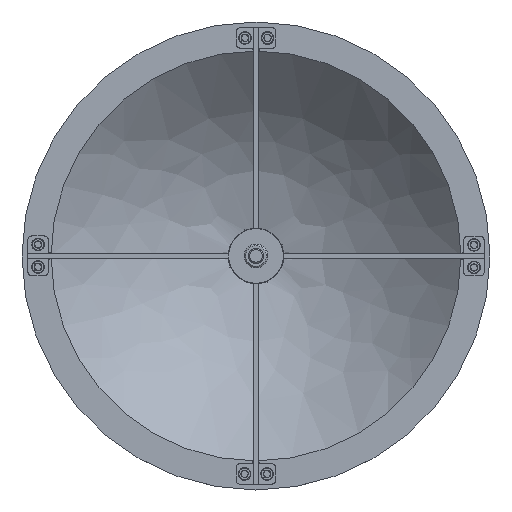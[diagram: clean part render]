
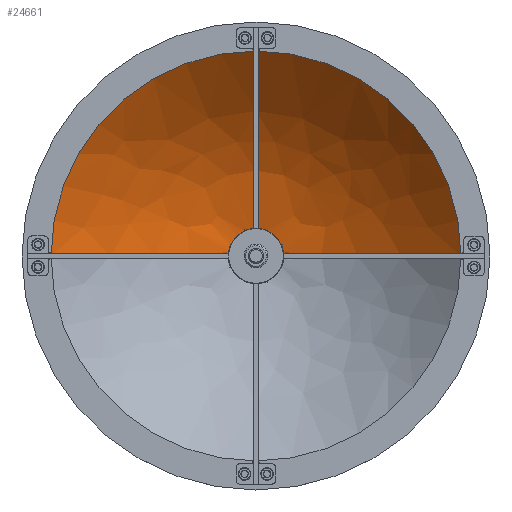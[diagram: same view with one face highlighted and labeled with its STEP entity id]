
A CAD part, top view. The second image highlights one B-rep face of the part: STEP entity #24661.
In plain terms, the highlighted free-form (B-spline) face has degree [3, 3] with [4, 4] control points.
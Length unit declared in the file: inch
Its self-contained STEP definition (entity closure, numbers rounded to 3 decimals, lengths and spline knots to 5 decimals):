
#268 = CARTESIAN_POINT ( 'NONE',  ( 2.12583, 0., 0.63252 ) ) ;
#575 = AXIS2_PLACEMENT_3D ( 'NONE', #6933, #21358, #30803 ) ;
#1439 =( BOUNDED_SURFACE ( )  B_SPLINE_SURFACE ( 3, 3, ( 
 ( #3095, #5438, #12230, #21922 ),
 ( #268, #15048, #26635, #24719 ),
 ( #28995, #12685, #16962, #4985 ),
 ( #14583, #22389, #7512, #19679 ) ),
 .UNSPECIFIED., .F., .F., .T. ) 
 B_SPLINE_SURFACE_WITH_KNOTS ( ( 4, 4 ),
 ( 4, 4 ),
 ( -3., -0.3775 ),
 ( 0., 1. ),
 .UNSPECIFIED. ) 
 GEOMETRIC_REPRESENTATION_ITEM ( )  RATIONAL_B_SPLINE_SURFACE ( (
 ( 1., 0.333, 0.333, 1.),
 ( 1., 0.333, 0.333, 1.),
 ( 1., 0.333, 0.333, 1.),
 ( 1., 0.333, 0.333, 1.) ) ) 
 REPRESENTATION_ITEM ( '' )  SURFACE ( )  );
#1510 = VERTEX_POINT ( 'NONE', #16357 ) ;
#2011 = VERTEX_POINT ( 'NONE', #19059 ) ;
#2537 = ORIENTED_EDGE ( 'NONE', *, *, #28644, .T. ) ;
#3095 = CARTESIAN_POINT ( 'NONE',  ( 3., 0., 1.55039 ) ) ;
#3602 = CARTESIAN_POINT ( 'NONE',  ( 3., 0., 1.55039 ) ) ;
#4616 = CIRCLE ( 'NONE', #575, 3. ) ;
#4985 = CARTESIAN_POINT ( 'NONE',  ( -1.25167, 0., 0.11583 ) ) ;
#5438 = CARTESIAN_POINT ( 'NONE',  ( 3., 6., 1.55039 ) ) ;
#5481 = EDGE_CURVE ( 'NONE', #14162, #2011, #11758, .T. ) ;
#6248 = CARTESIAN_POINT ( 'NONE',  ( 0.3775, 0., 0.00033 ) ) ;
#6933 = CARTESIAN_POINT ( 'NONE',  ( 0., 0., 1.55039 ) ) ;
#7512 = CARTESIAN_POINT ( 'NONE',  ( -0.3775, 0.755, 0.00033 ) ) ;
#9359 = CARTESIAN_POINT ( 'NONE',  ( 0.3775, 0., 0.00033 ) ) ;
#9514 = DIRECTION ( 'NONE',  ( 1., 0., 0. ) ) ;
#11758 = B_SPLINE_CURVE_WITH_KNOTS ( 'NONE', 3,
 ( #20853, #13203, #22743, #25538 ),
 .UNSPECIFIED., .F., .F.,
 ( 4, 4 ),
 ( -3., -0.3775 ),
 .UNSPECIFIED. ) ;
#12230 = CARTESIAN_POINT ( 'NONE',  ( -3., 6., 1.55039 ) ) ;
#12685 = CARTESIAN_POINT ( 'NONE',  ( 1.25167, 2.50333, 0.11583 ) ) ;
#13183 = CARTESIAN_POINT ( 'NONE',  ( 1.25167, 0., 0.11583 ) ) ;
#13203 = CARTESIAN_POINT ( 'NONE',  ( -2.12583, 0., 0.63252 ) ) ;
#14101 = CARTESIAN_POINT ( 'NONE',  ( -3., 0., 1.55039 ) ) ;
#14162 = VERTEX_POINT ( 'NONE', #14101 ) ;
#14583 = CARTESIAN_POINT ( 'NONE',  ( 0.3775, 0., 0.00033 ) ) ;
#14692 = VERTEX_POINT ( 'NONE', #9359 ) ;
#14701 = EDGE_CURVE ( 'NONE', #14692, #2011, #17922, .T. ) ;
#15048 = CARTESIAN_POINT ( 'NONE',  ( 2.12583, 4.25167, 0.63252 ) ) ;
#15903 = B_SPLINE_CURVE_WITH_KNOTS ( 'NONE', 3,
 ( #3602, #30750, #13183, #6248 ),
 .UNSPECIFIED., .F., .F.,
 ( 4, 4 ),
 ( -3., -0.3775 ),
 .UNSPECIFIED. ) ;
#16357 = CARTESIAN_POINT ( 'NONE',  ( 3., 0., 1.55039 ) ) ;
#16572 = CARTESIAN_POINT ( 'NONE',  ( 0., 0., 0.00033 ) ) ;
#16825 = ORIENTED_EDGE ( 'NONE', *, *, #14701, .F. ) ;
#16962 = CARTESIAN_POINT ( 'NONE',  ( -1.25167, 2.50333, 0.11583 ) ) ;
#17922 = CIRCLE ( 'NONE', #22009, 0.3775 ) ;
#19054 = ORIENTED_EDGE ( 'NONE', *, *, #5481, .T. ) ;
#19059 = CARTESIAN_POINT ( 'NONE',  ( -0.3775, 0., 0.00033 ) ) ;
#19679 = CARTESIAN_POINT ( 'NONE',  ( -0.3775, 0., 0.00033 ) ) ;
#20853 = CARTESIAN_POINT ( 'NONE',  ( -3., 0., 1.55039 ) ) ;
#20998 = EDGE_LOOP ( 'NONE', ( #27550, #2537, #19054, #16825 ) ) ;
#21358 = DIRECTION ( 'NONE',  ( 0., 0., 1. ) ) ;
#21922 = CARTESIAN_POINT ( 'NONE',  ( -3., 0., 1.55039 ) ) ;
#22009 = AXIS2_PLACEMENT_3D ( 'NONE', #16572, #28129, #9514 ) ;
#22389 = CARTESIAN_POINT ( 'NONE',  ( 0.3775, 0.755, 0.00033 ) ) ;
#22743 = CARTESIAN_POINT ( 'NONE',  ( -1.25167, 0., 0.11583 ) ) ;
#24661 = ADVANCED_FACE ( 'NONE', ( #27105 ), #1439, .F. ) ;
#24719 = CARTESIAN_POINT ( 'NONE',  ( -2.12583, 0., 0.63252 ) ) ;
#25538 = CARTESIAN_POINT ( 'NONE',  ( -0.3775, 0., 0.00033 ) ) ;
#26635 = CARTESIAN_POINT ( 'NONE',  ( -2.12583, 4.25167, 0.63252 ) ) ;
#27105 = FACE_OUTER_BOUND ( 'NONE', #20998, .T. ) ;
#27550 = ORIENTED_EDGE ( 'NONE', *, *, #31073, .F. ) ;
#28129 = DIRECTION ( 'NONE',  ( 0., 0., 1. ) ) ;
#28644 = EDGE_CURVE ( 'NONE', #1510, #14162, #4616, .T. ) ;
#28995 = CARTESIAN_POINT ( 'NONE',  ( 1.25167, 0., 0.11583 ) ) ;
#30750 = CARTESIAN_POINT ( 'NONE',  ( 2.12583, 0., 0.63252 ) ) ;
#30803 = DIRECTION ( 'NONE',  ( 1., 0., 0. ) ) ;
#31073 = EDGE_CURVE ( 'NONE', #1510, #14692, #15903, .T. ) ;
